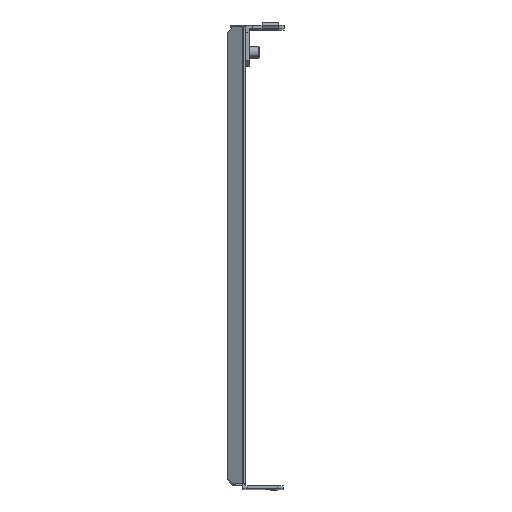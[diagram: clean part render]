
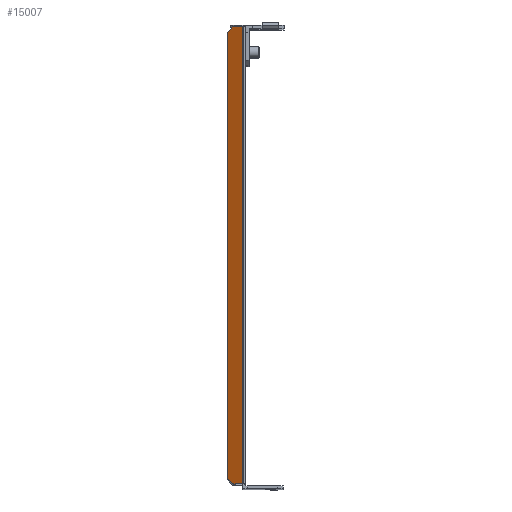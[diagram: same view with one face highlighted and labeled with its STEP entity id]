
A CAD part, top view. The second image highlights one B-rep face of the part: STEP entity #15007.
In plain terms, the highlighted planar face has unit normal (-0.5, 0, 0.866).
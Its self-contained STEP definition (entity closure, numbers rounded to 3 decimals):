
#349 = VERTEX_POINT ( 'NONE', #6988 ) ;
#967 = CARTESIAN_POINT ( 'NONE',  ( -96.784, 0., 169.368 ) ) ;
#1010 = CARTESIAN_POINT ( 'NONE',  ( -2.768, 248., 223.648 ) ) ;
#1197 = AXIS2_PLACEMENT_3D ( 'NONE', #967, #10295, #7823 ) ;
#1331 = ORIENTED_EDGE ( 'NONE', *, *, #2219, .T. ) ;
#1429 = EDGE_CURVE ( 'NONE', #3874, #10821, #5977, .T. ) ;
#1439 = DIRECTION ( 'NONE',  ( 0., 1., 0. ) ) ;
#1672 = VERTEX_POINT ( 'NONE', #4809 ) ;
#1911 = VECTOR ( 'NONE', #13512, 1000. ) ;
#2219 = EDGE_CURVE ( 'NONE', #13925, #349, #9224, .T. ) ;
#2231 = CARTESIAN_POINT ( 'NONE',  ( -11.026, 245., 218.88 ) ) ;
#2592 = VERTEX_POINT ( 'NONE', #3070 ) ;
#2733 = ORIENTED_EDGE ( 'NONE', *, *, #12317, .T. ) ;
#3070 = CARTESIAN_POINT ( 'NONE',  ( -11.026, 245., 218.88 ) ) ;
#3129 = LINE ( 'NONE', #2231, #9573 ) ;
#3418 = ORIENTED_EDGE ( 'NONE', *, *, #10832, .T. ) ;
#3867 = LINE ( 'NONE', #8841, #1911 ) ;
#3874 = VERTEX_POINT ( 'NONE', #8295 ) ;
#4079 = CARTESIAN_POINT ( 'NONE',  ( -2.768, 0., 223.648 ) ) ;
#4457 = VERTEX_POINT ( 'NONE', #1010 ) ;
#4809 = CARTESIAN_POINT ( 'NONE',  ( -8.428, 0., 220.38 ) ) ;
#5169 = VECTOR ( 'NONE', #12366, 1000. ) ;
#5536 = CARTESIAN_POINT ( 'NONE',  ( -11.026, 0., 218.88 ) ) ;
#5977 = LINE ( 'NONE', #8428, #9297 ) ;
#6043 = DIRECTION ( 'NONE',  ( 0.612, -0.707, 0.354 ) ) ;
#6221 = ORIENTED_EDGE ( 'NONE', *, *, #12474, .T. ) ;
#6373 = VECTOR ( 'NONE', #6043, 1000. ) ;
#6988 = CARTESIAN_POINT ( 'NONE',  ( -8.428, 248., 220.38 ) ) ;
#7762 = LINE ( 'NONE', #5536, #12142 ) ;
#7823 = DIRECTION ( 'NONE',  ( -0.866, 0., -0.5 ) ) ;
#7838 = DIRECTION ( 'NONE',  ( 0., -1., 0. ) ) ;
#7943 = EDGE_LOOP ( 'NONE', ( #8613, #10430, #10196, #1331, #6221, #11807, #2733, #3418 ) ) ;
#8295 = CARTESIAN_POINT ( 'NONE',  ( -5.25, 0., 222.215 ) ) ;
#8428 = CARTESIAN_POINT ( 'NONE',  ( -5.25, 0., 222.215 ) ) ;
#8613 = ORIENTED_EDGE ( 'NONE', *, *, #1429, .T. ) ;
#8758 = LINE ( 'NONE', #13903, #13010 ) ;
#8841 = CARTESIAN_POINT ( 'NONE',  ( -96.784, 248., 169.368 ) ) ;
#9051 = FACE_OUTER_BOUND ( 'NONE', #7943, .T. ) ;
#9059 = LINE ( 'NONE', #11987, #12963 ) ;
#9153 = VERTEX_POINT ( 'NONE', #13980 ) ;
#9224 = LINE ( 'NONE', #12589, #5169 ) ;
#9297 = VECTOR ( 'NONE', #10685, 1000. ) ;
#9432 = LINE ( 'NONE', #11888, #6373 ) ;
#9573 = VECTOR ( 'NONE', #14857, 1000. ) ;
#9615 = CARTESIAN_POINT ( 'NONE',  ( -5.25, 248., 222.215 ) ) ;
#9653 = EDGE_CURVE ( 'NONE', #2592, #9153, #7762, .T. ) ;
#10196 = ORIENTED_EDGE ( 'NONE', *, *, #14996, .F. ) ;
#10295 = DIRECTION ( 'NONE',  ( 0.5, 0., -0.866 ) ) ;
#10430 = ORIENTED_EDGE ( 'NONE', *, *, #13867, .T. ) ;
#10685 = DIRECTION ( 'NONE',  ( 0.866, 0., 0.5 ) ) ;
#10821 = VERTEX_POINT ( 'NONE', #4079 ) ;
#10832 = EDGE_CURVE ( 'NONE', #1672, #3874, #8758, .T. ) ;
#11301 = DIRECTION ( 'NONE',  ( 0.866, 0., 0.5 ) ) ;
#11382 = PLANE ( 'NONE',  #1197 ) ;
#11807 = ORIENTED_EDGE ( 'NONE', *, *, #9653, .T. ) ;
#11888 = CARTESIAN_POINT ( 'NONE',  ( -8.428, 0., 220.38 ) ) ;
#11987 = CARTESIAN_POINT ( 'NONE',  ( -2.768, 0., 223.648 ) ) ;
#12142 = VECTOR ( 'NONE', #7838, 1000. ) ;
#12317 = EDGE_CURVE ( 'NONE', #9153, #1672, #9432, .T. ) ;
#12366 = DIRECTION ( 'NONE',  ( -0.866, 0., -0.5 ) ) ;
#12474 = EDGE_CURVE ( 'NONE', #349, #2592, #3129, .T. ) ;
#12589 = CARTESIAN_POINT ( 'NONE',  ( -96.784, 248., 169.368 ) ) ;
#12963 = VECTOR ( 'NONE', #1439, 1000. ) ;
#13010 = VECTOR ( 'NONE', #11301, 1000. ) ;
#13512 = DIRECTION ( 'NONE',  ( 0.866, 0., 0.5 ) ) ;
#13867 = EDGE_CURVE ( 'NONE', #10821, #4457, #9059, .T. ) ;
#13903 = CARTESIAN_POINT ( 'NONE',  ( -96.784, 0., 169.368 ) ) ;
#13925 = VERTEX_POINT ( 'NONE', #9615 ) ;
#13980 = CARTESIAN_POINT ( 'NONE',  ( -11.026, 3., 218.88 ) ) ;
#14857 = DIRECTION ( 'NONE',  ( -0.612, -0.707, -0.354 ) ) ;
#14996 = EDGE_CURVE ( 'NONE', #13925, #4457, #3867, .T. ) ;
#15007 = ADVANCED_FACE ( 'NONE', ( #9051 ), #11382, .F. ) ;
